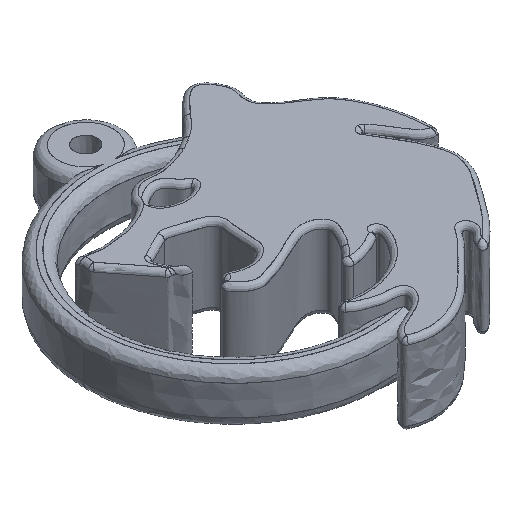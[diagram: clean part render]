
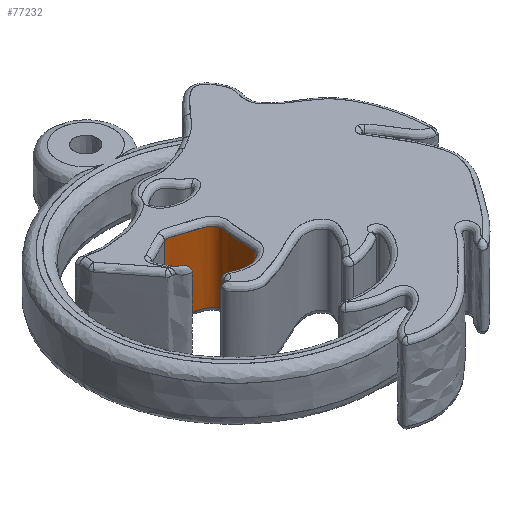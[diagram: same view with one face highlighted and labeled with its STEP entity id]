
A CAD part, isometric view. The second image highlights one B-rep face of the part: STEP entity #77232.
In plain terms, the highlighted free-form (B-spline) face has degree [1, 3] with [2, 22] control points.
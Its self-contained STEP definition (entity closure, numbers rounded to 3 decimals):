
#77232 = ADVANCED_FACE('',(#77233),#77303,.T.);
#77233 = FACE_BOUND('',#77234,.T.);
#77234 = EDGE_LOOP('',(#77235,#77264,#77271,#77298));
#77235 = ORIENTED_EDGE('',*,*,#77236,.T.);
#77236 = EDGE_CURVE('',#77237,#77239,#77241,.T.);
#77237 = VERTEX_POINT('',#77238);
#77238 = CARTESIAN_POINT('',(-7.363,-4.802,
    4.462));
#77239 = VERTEX_POINT('',#77240);
#77240 = CARTESIAN_POINT('',(-7.48,2.964,
    4.462));
#77241 = B_SPLINE_CURVE_WITH_KNOTS('',3,(#77242,#77243,#77244,#77245,
    #77246,#77247,#77248,#77249,#77250,#77251,#77252,#77253,#77254,
    #77255,#77256,#77257,#77258,#77259,#77260,#77261,#77262,#77263),
  .UNSPECIFIED.,.F.,.F.,(4,3,3,3,3,3,3,4),(0.,0.471,1.471,
    2.471,3.471,4.471,5.471,6.471),
  .UNSPECIFIED.);
#77242 = CARTESIAN_POINT('',(-7.363,-4.802,
    4.462));
#77243 = CARTESIAN_POINT('',(-7.06,-4.964,
    4.462));
#77244 = CARTESIAN_POINT('',(-6.736,-5.089,
    4.462));
#77245 = CARTESIAN_POINT('',(-6.4,-5.175,
    4.462));
#77246 = CARTESIAN_POINT('',(-5.679,-5.359,
    4.462));
#77247 = CARTESIAN_POINT('',(-4.915,-5.405,
    4.462));
#77248 = CARTESIAN_POINT('',(-4.24,-5.122,
    4.462));
#77249 = CARTESIAN_POINT('',(-3.593,-4.851,
    4.462));
#77250 = CARTESIAN_POINT('',(-2.987,-4.405,
    4.462));
#77251 = CARTESIAN_POINT('',(-2.87,-3.753,
    4.462));
#77252 = CARTESIAN_POINT('',(-2.653,-2.541,
    4.462));
#77253 = CARTESIAN_POINT('',(-2.735,-1.292,
    4.462));
#77254 = CARTESIAN_POINT('',(-2.607,-0.065,
    4.462));
#77255 = CARTESIAN_POINT('',(-2.574,0.246,
    4.462));
#77256 = CARTESIAN_POINT('',(-2.419,0.558,
    4.462));
#77257 = CARTESIAN_POINT('',(-2.475,0.857,
    4.462));
#77258 = CARTESIAN_POINT('',(-2.688,2.004,
    4.462));
#77259 = CARTESIAN_POINT('',(-4.513,2.252,
    4.462));
#77260 = CARTESIAN_POINT('',(-5.899,2.701,
    4.462));
#77261 = CARTESIAN_POINT('',(-6.434,2.874,
    4.462));
#77262 = CARTESIAN_POINT('',(-7.025,3.192,
    4.462));
#77263 = CARTESIAN_POINT('',(-7.48,2.964,
    4.462));
#77264 = ORIENTED_EDGE('',*,*,#77265,.T.);
#77265 = EDGE_CURVE('',#77239,#77266,#77268,.T.);
#77266 = VERTEX_POINT('',#77267);
#77267 = CARTESIAN_POINT('',(-7.48,2.964,
    -4.462));
#77268 = B_SPLINE_CURVE_WITH_KNOTS('',1,(#77269,#77270),.UNSPECIFIED.,
  .F.,.F.,(2,2),(0.,1.),.PIECEWISE_BEZIER_KNOTS.);
#77269 = CARTESIAN_POINT('',(-7.48,2.964,
    4.462));
#77270 = CARTESIAN_POINT('',(-7.48,2.964,
    -4.462));
#77271 = ORIENTED_EDGE('',*,*,#77272,.T.);
#77272 = EDGE_CURVE('',#77266,#77273,#77275,.T.);
#77273 = VERTEX_POINT('',#77274);
#77274 = CARTESIAN_POINT('',(-7.363,-4.802,
    -4.462));
#77275 = B_SPLINE_CURVE_WITH_KNOTS('',3,(#77276,#77277,#77278,#77279,
    #77280,#77281,#77282,#77283,#77284,#77285,#77286,#77287,#77288,
    #77289,#77290,#77291,#77292,#77293,#77294,#77295,#77296,#77297),
  .UNSPECIFIED.,.F.,.F.,(4,3,3,3,3,3,3,4),(0.,1.,2.,3.,4.,5.,6.,
    6.471),.UNSPECIFIED.);
#77276 = CARTESIAN_POINT('',(-7.48,2.964,
    -4.462));
#77277 = CARTESIAN_POINT('',(-7.025,3.192,
    -4.462));
#77278 = CARTESIAN_POINT('',(-6.434,2.874,
    -4.462));
#77279 = CARTESIAN_POINT('',(-5.899,2.701,
    -4.462));
#77280 = CARTESIAN_POINT('',(-4.513,2.252,
    -4.462));
#77281 = CARTESIAN_POINT('',(-2.688,2.004,
    -4.462));
#77282 = CARTESIAN_POINT('',(-2.475,0.857,
    -4.462));
#77283 = CARTESIAN_POINT('',(-2.419,0.558,
    -4.462));
#77284 = CARTESIAN_POINT('',(-2.574,0.246,
    -4.462));
#77285 = CARTESIAN_POINT('',(-2.607,-0.065,
    -4.462));
#77286 = CARTESIAN_POINT('',(-2.735,-1.292,
    -4.462));
#77287 = CARTESIAN_POINT('',(-2.653,-2.541,
    -4.462));
#77288 = CARTESIAN_POINT('',(-2.87,-3.753,
    -4.462));
#77289 = CARTESIAN_POINT('',(-2.987,-4.405,
    -4.462));
#77290 = CARTESIAN_POINT('',(-3.593,-4.851,
    -4.462));
#77291 = CARTESIAN_POINT('',(-4.24,-5.122,
    -4.462));
#77292 = CARTESIAN_POINT('',(-4.915,-5.405,
    -4.462));
#77293 = CARTESIAN_POINT('',(-5.679,-5.359,
    -4.462));
#77294 = CARTESIAN_POINT('',(-6.4,-5.175,
    -4.462));
#77295 = CARTESIAN_POINT('',(-6.736,-5.089,
    -4.462));
#77296 = CARTESIAN_POINT('',(-7.06,-4.964,
    -4.462));
#77297 = CARTESIAN_POINT('',(-7.363,-4.802,
    -4.462));
#77298 = ORIENTED_EDGE('',*,*,#77299,.T.);
#77299 = EDGE_CURVE('',#77273,#77237,#77300,.T.);
#77300 = B_SPLINE_CURVE_WITH_KNOTS('',1,(#77301,#77302),.UNSPECIFIED.,
  .F.,.F.,(2,2),(0.,1.),.PIECEWISE_BEZIER_KNOTS.);
#77301 = CARTESIAN_POINT('',(-7.363,-4.802,
    -4.462));
#77302 = CARTESIAN_POINT('',(-7.363,-4.802,
    4.462));
#77303 = B_SPLINE_SURFACE_WITH_KNOTS('',1,3,(
    (#77304,#77305,#77306,#77307,#77308,#77309,#77310,#77311,#77312
      ,#77313,#77314,#77315,#77316,#77317,#77318,#77319,#77320,#77321
      ,#77322,#77323,#77324,#77325)
    ,(#77326,#77327,#77328,#77329,#77330,#77331,#77332,#77333,#77334
      ,#77335,#77336,#77337,#77338,#77339,#77340,#77341,#77342,#77343
      ,#77344,#77345,#77346,#77347
    )),.UNSPECIFIED.,.F.,.F.,.F.,(2,2),(4,3,3,3,3,3,3,4),(0.,8.),(0.
    ,1.,2.,3.,4.,5.,6.,7.),.PIECEWISE_BEZIER_KNOTS.);
#77304 = CARTESIAN_POINT('',(-7.48,2.964,
    5.099));
#77305 = CARTESIAN_POINT('',(-7.025,3.192,
    5.099));
#77306 = CARTESIAN_POINT('',(-6.434,2.874,
    5.099));
#77307 = CARTESIAN_POINT('',(-5.899,2.701,
    5.099));
#77308 = CARTESIAN_POINT('',(-4.513,2.252,
    5.099));
#77309 = CARTESIAN_POINT('',(-2.688,2.004,5.099
    ));
#77310 = CARTESIAN_POINT('',(-2.475,0.857,5.099
    ));
#77311 = CARTESIAN_POINT('',(-2.419,0.558,
    5.099));
#77312 = CARTESIAN_POINT('',(-2.574,0.246,
    5.099));
#77313 = CARTESIAN_POINT('',(-2.607,-0.065,
    5.099));
#77314 = CARTESIAN_POINT('',(-2.735,-1.292,
    5.099));
#77315 = CARTESIAN_POINT('',(-2.653,-2.541,
    5.099));
#77316 = CARTESIAN_POINT('',(-2.87,-3.753,
    5.099));
#77317 = CARTESIAN_POINT('',(-2.987,-4.405,
    5.099));
#77318 = CARTESIAN_POINT('',(-3.593,-4.851,
    5.099));
#77319 = CARTESIAN_POINT('',(-4.24,-5.122,
    5.099));
#77320 = CARTESIAN_POINT('',(-4.915,-5.405,
    5.099));
#77321 = CARTESIAN_POINT('',(-5.679,-5.359,
    5.099));
#77322 = CARTESIAN_POINT('',(-6.4,-5.175,
    5.099));
#77323 = CARTESIAN_POINT('',(-7.113,-4.993,
    5.099));
#77324 = CARTESIAN_POINT('',(-7.77,-4.635,
    5.099));
#77325 = CARTESIAN_POINT('',(-8.296,-4.121,
    5.099));
#77326 = CARTESIAN_POINT('',(-7.48,2.964,
    -5.1));
#77327 = CARTESIAN_POINT('',(-7.025,3.192,
    -5.1));
#77328 = CARTESIAN_POINT('',(-6.434,2.874,
    -5.1));
#77329 = CARTESIAN_POINT('',(-5.899,2.701,
    -5.1));
#77330 = CARTESIAN_POINT('',(-4.513,2.252,
    -5.1));
#77331 = CARTESIAN_POINT('',(-2.688,2.004,
    -5.1));
#77332 = CARTESIAN_POINT('',(-2.475,0.857,
    -5.1));
#77333 = CARTESIAN_POINT('',(-2.419,0.558,
    -5.1));
#77334 = CARTESIAN_POINT('',(-2.574,0.246,
    -5.1));
#77335 = CARTESIAN_POINT('',(-2.607,-0.065,
    -5.1));
#77336 = CARTESIAN_POINT('',(-2.735,-1.292,
    -5.1));
#77337 = CARTESIAN_POINT('',(-2.653,-2.541,
    -5.1));
#77338 = CARTESIAN_POINT('',(-2.87,-3.753,
    -5.1));
#77339 = CARTESIAN_POINT('',(-2.987,-4.405,
    -5.1));
#77340 = CARTESIAN_POINT('',(-3.593,-4.851,
    -5.1));
#77341 = CARTESIAN_POINT('',(-4.24,-5.122,
    -5.1));
#77342 = CARTESIAN_POINT('',(-4.915,-5.405,
    -5.1));
#77343 = CARTESIAN_POINT('',(-5.679,-5.359,
    -5.1));
#77344 = CARTESIAN_POINT('',(-6.4,-5.175,
    -5.1));
#77345 = CARTESIAN_POINT('',(-7.113,-4.993,
    -5.1));
#77346 = CARTESIAN_POINT('',(-7.77,-4.635,
    -5.1));
#77347 = CARTESIAN_POINT('',(-8.296,-4.121,
    -5.1));
